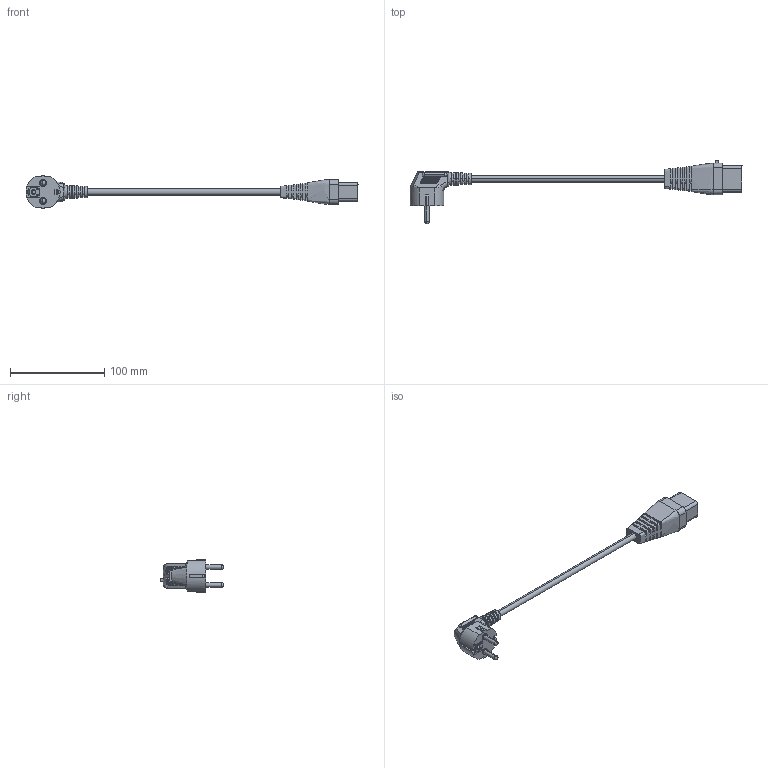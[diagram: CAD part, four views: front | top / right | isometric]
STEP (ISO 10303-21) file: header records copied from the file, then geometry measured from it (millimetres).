
FILE_DESCRIPTION (( 'STEP AP203' ), '1' );
FILE_NAME ('C19LSCHRA-16.STEP', '2022-09-22T15:33:45', ( '' ), ( '' ), 'SwSTEP 2.0', 'SolidWorks 2021', '' );
FILE_SCHEMA (( 'CONFIG_CONTROL_DESIGN' ));
Length unit declared in the file: millimetre
Products named in the file (4): C19LSCHRA-16; H05VV-F 3G Cord (for 44-423-02M); EN60320-C19 LOCKING PWR PLUG; SF-04 TYPE F (EUR) RT-ANG 16A 250V AC PWR PLUG_Varsayilan
Assembly tree (3 placements, depth 2):
  C19LSCHRA-16
    SF-04 TYPE F (EUR) RT-ANG 16A 250V AC PWR PLUG_Varsayilan
    EN60320-C19 LOCKING PWR PLUG
    H05VV-F 3G Cord (for 44-423-02M)
Bounding box: 352.65 x 67.22 x 35.99 mm (x, y, z)
Volume: 79681 mm3; surface area: 29868.4 mm2
Topology: 4 solids, 4 shells, 603 faces, 1635 edges, 1025 vertices
Faces by surface type: plane 334, cylinder 178, sphere 56, cone 15, torus 12, bspline 8
Entity records: 20969 total; most frequent: CARTESIAN_POINT 5630, ORIENTED_EDGE 3142, DIRECTION 3100, EDGE_CURVE 1571, AXIS2_PLACEMENT_3D 1085, VERTEX_POINT 993, LINE 930, VECTOR 930
